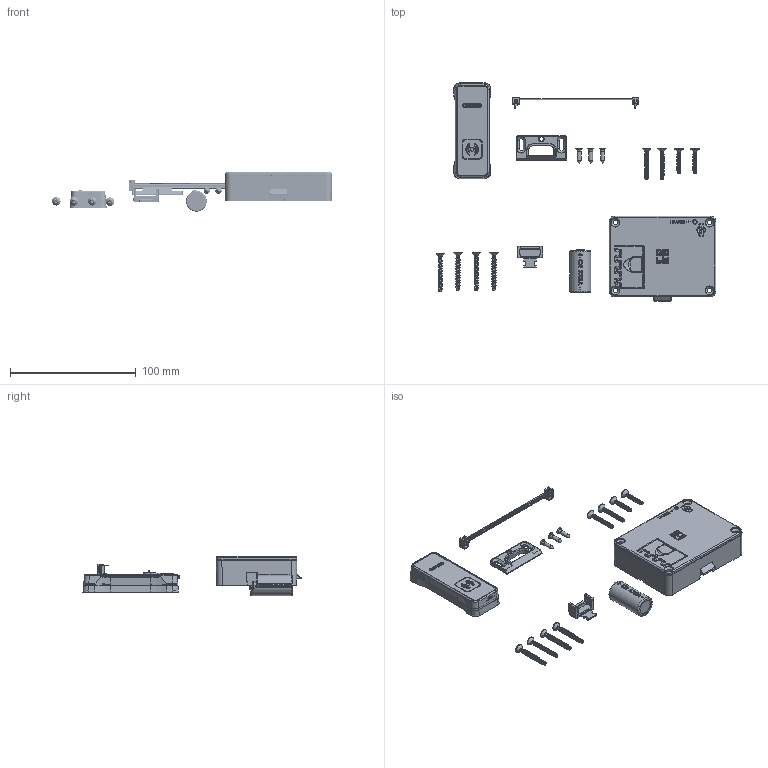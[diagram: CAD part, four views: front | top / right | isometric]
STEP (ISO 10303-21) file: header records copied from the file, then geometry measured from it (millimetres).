
FILE_DESCRIPTION(/* description */ (''),/* implementation_level */ '2;1');
FILE_NAME(/* name */ '05031245.stp',/* time_stamp */ '2019-10-02T11:47:32+02:00',/* author */ ('Wittkämper'),/* organization */ (''),/* preprocessor_version */ 'ST-DEVELOPER v16.1',/* originating_system */ 'Autodesk Inventor 2016',/* authorisation */ '');
FILE_SCHEMA (('AUTOMOTIVE_DESIGN { 1 0 10303 214 3 1 1 }'));
Products named in the file (1): 05031245
Bounding box: 222.57 x 173.45 x 31.25 mm (x, y, z)
Volume: 146187.5 mm3; surface area: 49442 mm2
Topology: 17 solids, 26 shells, 4333 faces, 11721 edges, 7460 vertices
Faces by surface type: plane 2119, cylinder 923, bspline 876, cone 255, torus 92, sphere 68
Full cylindrical faces by diameter (mm): 1.9 x1, 2.2 x52, 2.35 x4, 3 x4, 4.975 x3, 5.5 x2, 6.3 x1, 6.8 x4, 7 x4, 12 x1, 16.5 x1
Entity records: 177695 total; most frequent: CARTESIAN_POINT 73783, ORIENTED_EDGE 22702, DIRECTION 19160, EDGE_CURVE 11334, VERTEX_POINT 7300, LINE 6948, VECTOR 6948, AXIS2_PLACEMENT_3D 6106
